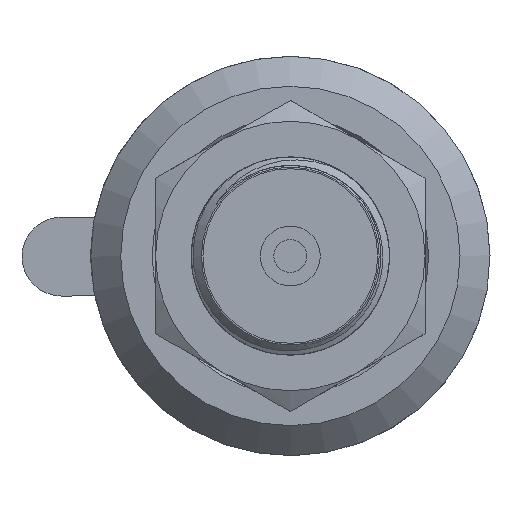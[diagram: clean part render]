
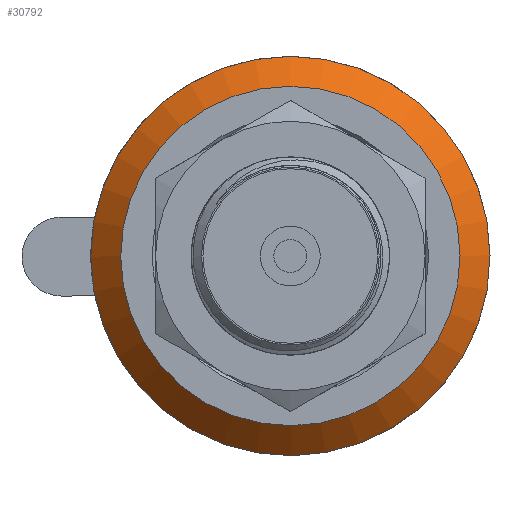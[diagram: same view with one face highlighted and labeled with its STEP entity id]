
A CAD part, left-side view. The second image highlights one B-rep face of the part: STEP entity #30792.
In plain terms, the highlighted conical face has half-angle 45 degrees and reference radius 18.5 mm.
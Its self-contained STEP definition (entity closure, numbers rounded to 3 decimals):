
#570=CONICAL_SURFACE('',#33001,18.5,0.785);
#2963=FACE_OUTER_BOUND('',#4727,.T.);
#4727=EDGE_LOOP('',(#27013,#27014,#27015,#27016));
#5687=CIRCLE('',#33000,20.);
#5688=CIRCLE('',#33002,17.);
#9288=LINE('',#69530,#12232);
#12232=VECTOR('',#39353,18.5);
#14881=VERTEX_POINT('',#69525);
#14882=VERTEX_POINT('',#69529);
#19054=EDGE_CURVE('',#14881,#14881,#5687,.T.);
#19055=EDGE_CURVE('',#14881,#14882,#9288,.T.);
#19056=EDGE_CURVE('',#14882,#14882,#5688,.T.);
#27013=ORIENTED_EDGE('',*,*,#19054,.F.);
#27014=ORIENTED_EDGE('',*,*,#19055,.T.);
#27015=ORIENTED_EDGE('',*,*,#19056,.T.);
#27016=ORIENTED_EDGE('',*,*,#19055,.F.);
#30792=ADVANCED_FACE('',(#2963),#570,.T.);
#33000=AXIS2_PLACEMENT_3D('',#69527,#39349,#39350);
#33001=AXIS2_PLACEMENT_3D('',#69528,#39351,#39352);
#33002=AXIS2_PLACEMENT_3D('',#69531,#39354,#39355);
#39349=DIRECTION('center_axis',(-1.,0.,0.));
#39350=DIRECTION('ref_axis',(0.,0.,
-1.));
#39351=DIRECTION('center_axis',(-1.,0.,0.));
#39352=DIRECTION('ref_axis',(0.,-1.,0.));
#39353=DIRECTION('',(0.707,-0.707,0.));
#39354=DIRECTION('center_axis',(-1.,0.,0.));
#39355=DIRECTION('ref_axis',(0.,0.,
-1.));
#69525=CARTESIAN_POINT('',(21.,20.,0.));
#69527=CARTESIAN_POINT('Origin',(21.,0.,0.));
#69528=CARTESIAN_POINT('Origin',(22.5,0.,0.));
#69529=CARTESIAN_POINT('',(24.,17.,0.));
#69530=CARTESIAN_POINT('',(22.5,18.5,0.));
#69531=CARTESIAN_POINT('Origin',(24.,0.,0.));
